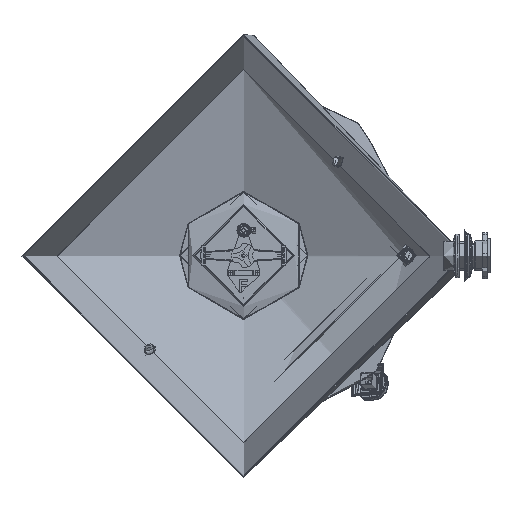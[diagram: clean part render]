
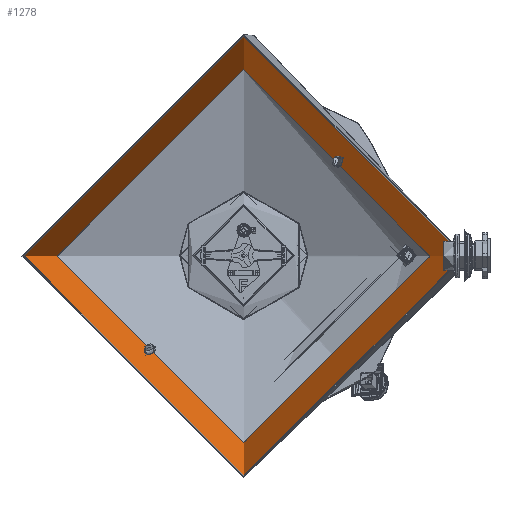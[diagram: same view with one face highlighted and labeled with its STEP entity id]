
A CAD part, top view. The second image highlights one B-rep face of the part: STEP entity #1278.
In plain terms, the highlighted toroidal (fillet/blend) face has major radius 740.674 mm and minor radius 353.332 mm.
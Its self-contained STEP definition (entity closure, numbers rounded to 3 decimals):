
#1278 = ADVANCED_FACE( '', ( #3499, #3500 ), #3501, .F. );
#3499 = FACE_OUTER_BOUND( '', #7129, .T. );
#3500 = FACE_OUTER_BOUND( '', #7130, .T. );
#3501 = TOROIDAL_SURFACE( '', #7131, 740.674, 353.332 );
#7129 = EDGE_LOOP( '', ( #17979 ) );
#7130 = EDGE_LOOP( '', ( #17980 ) );
#7131 = AXIS2_PLACEMENT_3D( '', #17981, #17982, #17983 );
#17979 = ORIENTED_EDGE( '', *, *, #26641, .F. );
#17980 = ORIENTED_EDGE( '', *, *, #26642, .T. );
#17981 = CARTESIAN_POINT( '', ( 0., 0., -361.212 ) );
#17982 = DIRECTION( '', ( 0., 0., -1. ) );
#17983 = DIRECTION( '', ( 0., 1., 0. ) );
#26641 = EDGE_CURVE( '', #29774, #29774, #29775, .T. );
#26642 = EDGE_CURVE( '', #29776, #29776, #29777, .T. );
#29774 = VERTEX_POINT( '', #34391 );
#29775 = CIRCLE( '', #34392, 1093.954 );
#29776 = VERTEX_POINT( '', #34393 );
#29777 = CIRCLE( '', #34394, 928.297 );
#34391 = CARTESIAN_POINT( '', ( 0., 1093.954, -367.278 ) );
#34392 = AXIS2_PLACEMENT_3D( '', #68875, #68876, #68877 );
#34393 = CARTESIAN_POINT( '', ( 0., 928.296, -660.614 ) );
#34394 = AXIS2_PLACEMENT_3D( '', #68878, #68879, #68880 );
#68875 = CARTESIAN_POINT( '', ( 0., 0., -367.277 ) );
#68876 = DIRECTION( '', ( 0., 0., -1. ) );
#68877 = DIRECTION( '', ( 0., 1., 0. ) );
#68878 = CARTESIAN_POINT( '', ( 0., -0.001, -660.614 ) );
#68879 = DIRECTION( '', ( 0., 0., -1. ) );
#68880 = DIRECTION( '', ( 0., 1., 0. ) );
